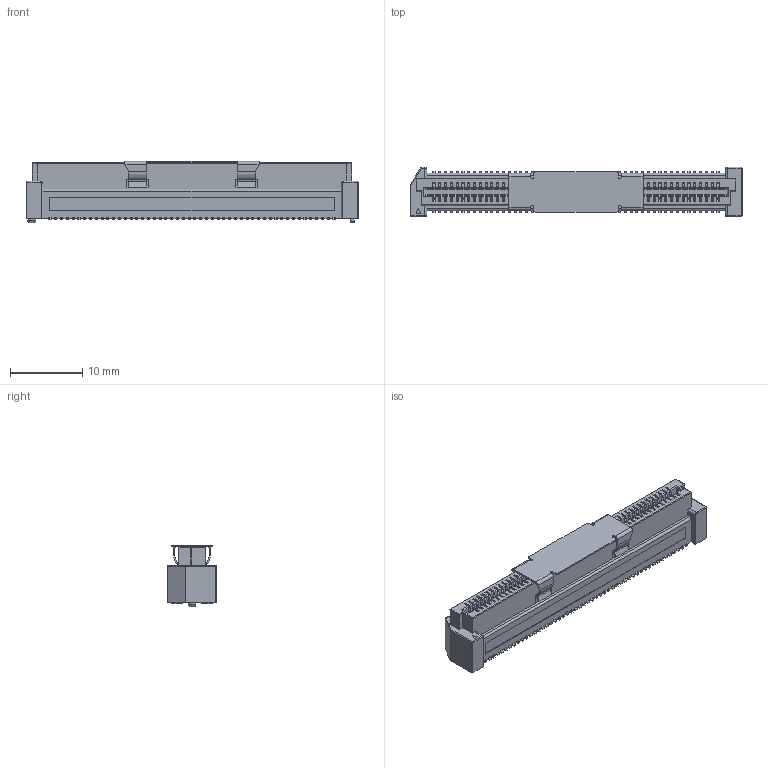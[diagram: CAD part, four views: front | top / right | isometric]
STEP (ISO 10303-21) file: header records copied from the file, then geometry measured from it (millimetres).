
FILE_DESCRIPTION(/* description */ ('Unknown'),/* implementation_level */ '2;1');
FILE_NAME(/* name */ '658807713100',/* time_stamp */ '2018-10-10T17:02:34+02:00',/* author */ ('Unknown'),/* organization */ ('Unknown'),/* preprocessor_version */ 'ST-DEVELOPER v16.7',/* originating_system */ 'DEX',/* authorisation */ $);
FILE_SCHEMA (('AUTOMOTIVE_DESIGN {1 0 10303 214 3 1 1}'));
Products named in the file (4): 658807713xxx; 658807713100_Housing; 658807713xxx_Pin; Large Cap
Assembly tree (102 placements, depth 2):
  658807713xxx
    658807713100_Housing
    658807713xxx_Pin  x100
    Large Cap
Bounding box: 45.8 x 6.8 x 8.45 mm (x, y, z)
Volume: 1104.6 mm3; surface area: 4699.5 mm2
Topology: 102 solids, 102 shells, 8422 faces, 23374 edges, 14956 vertices
Faces by surface type: plane 5737, cylinder 1869, bspline 800, sphere 9, torus 7
Full cylindrical faces by diameter (mm): 1.1 x1
Entity records: 119083 total; most frequent: CARTESIAN_POINT 21470, ORIENTED_EDGE 21382, DIRECTION 19166, EDGE_CURVE 10691, LINE 9310, VECTOR 9310, VERTEX_POINT 7036, AXIS2_PLACEMENT_3D 4928
